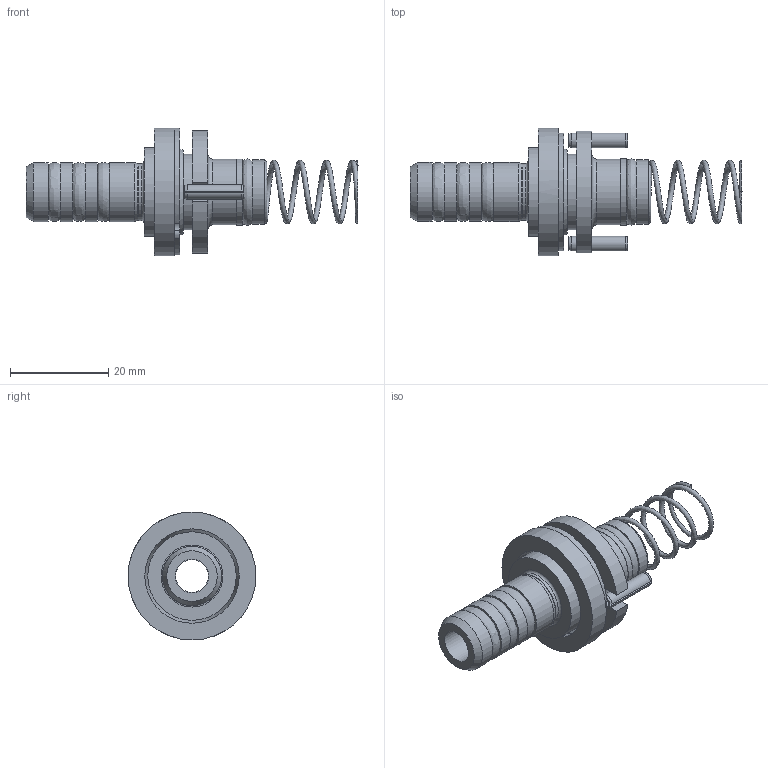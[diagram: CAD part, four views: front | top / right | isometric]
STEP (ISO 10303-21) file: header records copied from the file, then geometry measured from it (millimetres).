
FILE_DESCRIPTION(/* description */ (''),/* implementation_level */ '2;1');
FILE_NAME(/* name */ '9012-810-IC_Rev_D.stp',/* time_stamp */ '2020-05-21T09:18:07-05:00',/* author */ ('GALINDOLM'),/* organization */ (''),/* preprocessor_version */ 'ST-DEVELOPER v18',/* originating_system */ 'Autodesk Inventor 2020',/* authorisation */ '');
FILE_SCHEMA (('AUTOMOTIVE_DESIGN { 1 0 10303 214 3 1 1 }'));
Length unit declared in the file: millimetre
Products named in the file (1): 9012-810-IC_Rev_D
Bounding box: 67.5 x 26 x 26.02 mm (x, y, z)
Volume: 7183.7 mm3; surface area: 7860.7 mm2
Topology: 7 solids, 7 shells, 115 faces, 290 edges, 195 vertices
Faces by surface type: plane 44, cylinder 44, bspline 12, cone 11, torus 4
Full cylindrical faces by diameter (mm): 1.5 x2, 6.647 x1, 6.8 x1, 8.3 x1, 9.5 x6, 10.56 x2, 11.6 x1, 12 x4, 13.08 x1, 13.36 x1, 13.44 x1, 15.4 x1, 18 x2, 19.2 x1, 26 x1
Entity records: 6656 total; most frequent: CARTESIAN_POINT 3525, DIRECTION 665, ORIENTED_EDGE 580, EDGE_CURVE 290, AXIS2_PLACEMENT_3D 290, VERTEX_POINT 195, CIRCLE 175, EDGE_LOOP 141
